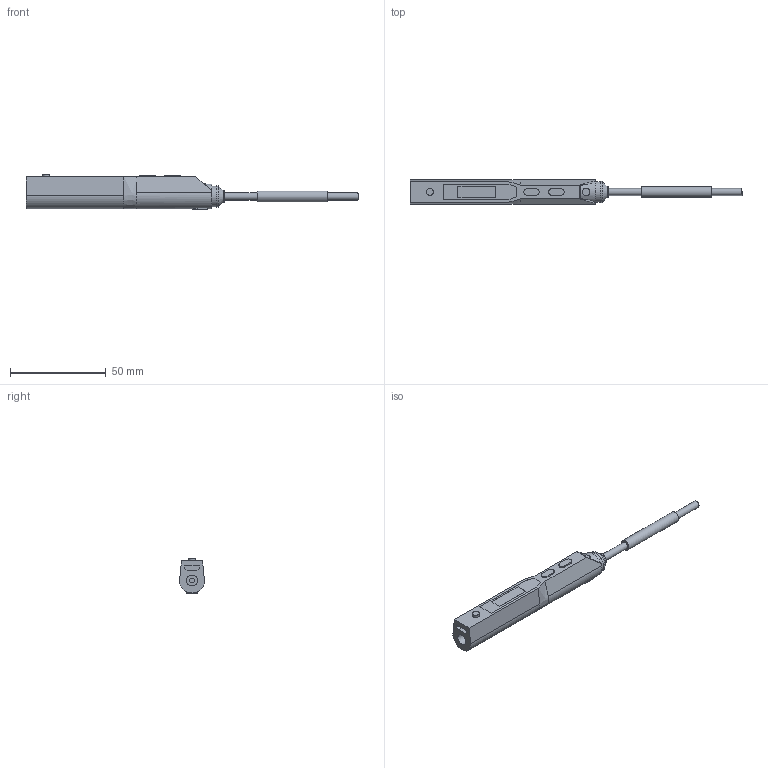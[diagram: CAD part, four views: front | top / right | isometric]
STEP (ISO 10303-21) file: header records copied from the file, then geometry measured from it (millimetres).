
FILE_DESCRIPTION(/* description */ (''),/* implementation_level */ '2;1');
FILE_NAME(/* name */ 'ts100 model v1.step',/* time_stamp */ '2024-03-17T01:49:04+01:00',/* author */ (''),/* organization */ (''),/* preprocessor_version */ 'ST-DEVELOPER v20',/* originating_system */ 'Autodesk Translation Framework v12.20.1.177',/* authorisation */ '');
FILE_SCHEMA (('AUTOMOTIVE_DESIGN { 1 0 10303 214 3 1 1 }'));
Length unit declared in the file: millimetre
Products named in the file (2): ts100 model; TS100
Assembly tree (1 placements, depth 2):
  ts100 model
    TS100
Bounding box: 173 x 13 x 18.7 mm (x, y, z)
Volume: 18588.9 mm3; surface area: 8483.4 mm2
Topology: 2 solids, 2 shells, 88 faces, 185 edges, 123 vertices
Faces by surface type: plane 59, cylinder 27, cone 1, bspline 1
Full cylindrical faces by diameter (mm): 2.5 x1, 3.6 x1, 3.7 x2, 3.85 x1, 3.95 x1, 5.6 x4, 5.7 x1, 5.8 x5, 10.65 x1, 11 x1
Entity records: 2550 total; most frequent: CARTESIAN_POINT 543, DIRECTION 414, ORIENTED_EDGE 370, EDGE_CURVE 185, AXIS2_PLACEMENT_3D 146, VERTEX_POINT 123, LINE 122, VECTOR 122
